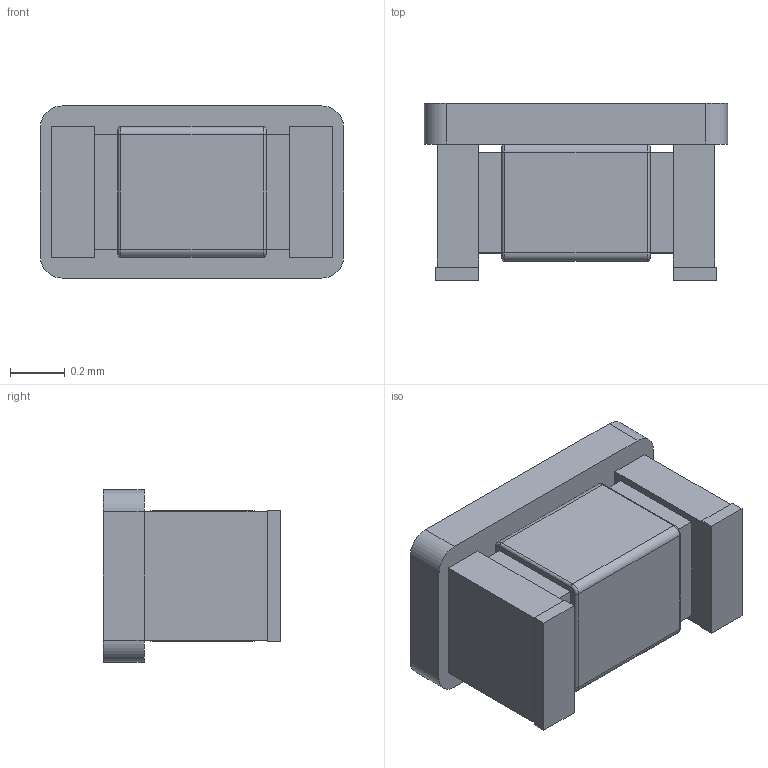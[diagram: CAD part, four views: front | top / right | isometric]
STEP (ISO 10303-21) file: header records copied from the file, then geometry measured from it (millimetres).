
FILE_DESCRIPTION (( 'STEP AP214' ), '1' );
FILE_NAME ('E2FFFC9F-1F85-4BD8-9923-A765E545AF7E.STEP', '2023-02-24T21:50:01', ( '' ), ( '' ), 'SwSTEP 2.0', 'SolidWorks 2022', '' );
FILE_SCHEMA (( 'AUTOMOTIVE_DESIGN' ));
Length unit declared in the file: millimetre
Products named in the file (1): E2FFFC9F-1F85-4BD8-9923-A765E545AF7E
Bounding box: 1.11 x 0.65 x 0.63 mm (x, y, z)
Volume: 0.3 mm3; surface area: 3.7 mm2
Topology: 1 solids, 1 shells, 61 faces, 152 edges, 96 vertices
Faces by surface type: plane 37, cylinder 16, torus 8
Entity records: 2236 total; most frequent: DIRECTION 316, CARTESIAN_POINT 310, ORIENTED_EDGE 304, EDGE_CURVE 152, LINE 112, VECTOR 112, AXIS2_PLACEMENT_3D 102, VERTEX_POINT 96
